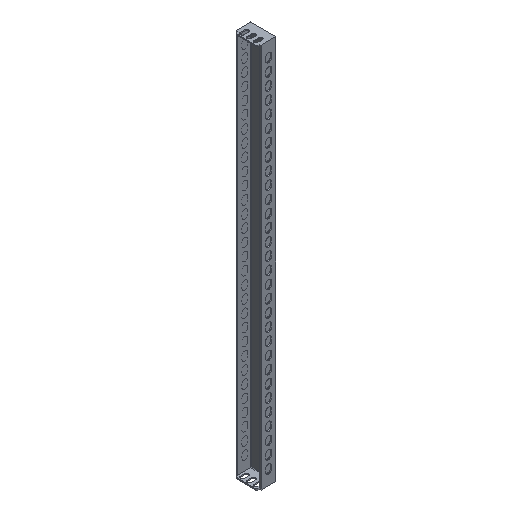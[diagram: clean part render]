
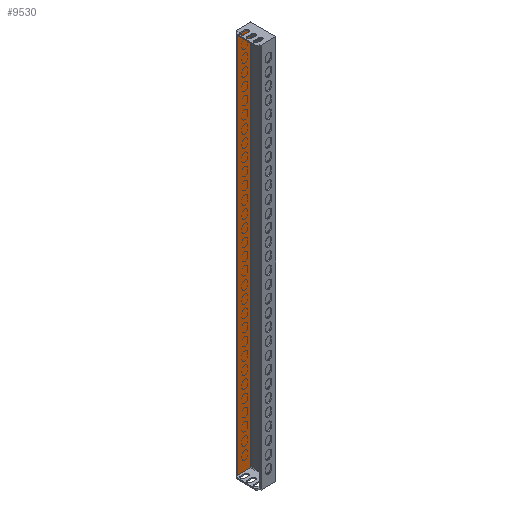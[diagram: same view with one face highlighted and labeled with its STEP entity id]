
A CAD part, isometric view. The second image highlights one B-rep face of the part: STEP entity #9530.
In plain terms, the highlighted planar face has unit normal (0, -1, 0).
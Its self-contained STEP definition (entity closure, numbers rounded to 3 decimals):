
#269 = VERTEX_POINT ( 'NONE', #5071 ) ;
#321 = ORIENTED_EDGE ( 'NONE', *, *, #15182, .F. ) ;
#350 = DIRECTION ( 'NONE',  ( 0., 0., 1. ) ) ;
#803 = CARTESIAN_POINT ( 'NONE',  ( -3., 20., -375.021 ) ) ;
#918 = FACE_OUTER_BOUND ( 'NONE', #10787, .T. ) ;
#1972 = CARTESIAN_POINT ( 'NONE',  ( -27., 20., 351. ) ) ;
#2100 = DIRECTION ( 'NONE',  ( -1., 0., 0. ) ) ;
#2776 = CARTESIAN_POINT ( 'NONE',  ( -3., 20., -351. ) ) ;
#3424 = LINE ( 'NONE', #10377, #3990 ) ;
#3741 = ORIENTED_EDGE ( 'NONE', *, *, #8827, .T. ) ;
#3987 = DIRECTION ( 'NONE',  ( 0., 0., 1. ) ) ;
#3990 = VECTOR ( 'NONE', #350, 1000. ) ;
#5071 = CARTESIAN_POINT ( 'NONE',  ( -27., 20., -351. ) ) ;
#5264 = PLANE ( 'NONE',  #5294 ) ;
#5294 = AXIS2_PLACEMENT_3D ( 'NONE', #13676, #11287, #3987 ) ;
#5329 = LINE ( 'NONE', #803, #8814 ) ;
#6636 = LINE ( 'NONE', #2776, #6818 ) ;
#6682 = CARTESIAN_POINT ( 'NONE',  ( -3., 20., -351. ) ) ;
#6818 = VECTOR ( 'NONE', #13964, 1000. ) ;
#7015 = DIRECTION ( 'NONE',  ( 0., 0., 1. ) ) ;
#8588 = VECTOR ( 'NONE', #2100, 1000. ) ;
#8814 = VECTOR ( 'NONE', #7015, 1000. ) ;
#8827 = EDGE_CURVE ( 'NONE', #9263, #12140, #10534, .T. ) ;
#9263 = VERTEX_POINT ( 'NONE', #12427 ) ;
#9530 = ADVANCED_FACE ( 'NONE', ( #918 ), #5264, .F. ) ;
#9674 = CARTESIAN_POINT ( 'NONE',  ( -32., 20., 351. ) ) ;
#9759 = ORIENTED_EDGE ( 'NONE', *, *, #14155, .T. ) ;
#10377 = CARTESIAN_POINT ( 'NONE',  ( -27., 20., -375.021 ) ) ;
#10534 = LINE ( 'NONE', #9674, #8588 ) ;
#10690 = EDGE_CURVE ( 'NONE', #269, #10955, #6636, .T. ) ;
#10787 = EDGE_LOOP ( 'NONE', ( #3741, #321, #13689, #9759 ) ) ;
#10955 = VERTEX_POINT ( 'NONE', #6682 ) ;
#11287 = DIRECTION ( 'NONE',  ( 0., 1., 0. ) ) ;
#12140 = VERTEX_POINT ( 'NONE', #1972 ) ;
#12427 = CARTESIAN_POINT ( 'NONE',  ( -3., 20., 351. ) ) ;
#13676 = CARTESIAN_POINT ( 'NONE',  ( -3., 20., -375.021 ) ) ;
#13689 = ORIENTED_EDGE ( 'NONE', *, *, #10690, .T. ) ;
#13964 = DIRECTION ( 'NONE',  ( 1., 0., 0. ) ) ;
#14155 = EDGE_CURVE ( 'NONE', #10955, #9263, #5329, .T. ) ;
#15182 = EDGE_CURVE ( 'NONE', #269, #12140, #3424, .T. ) ;
